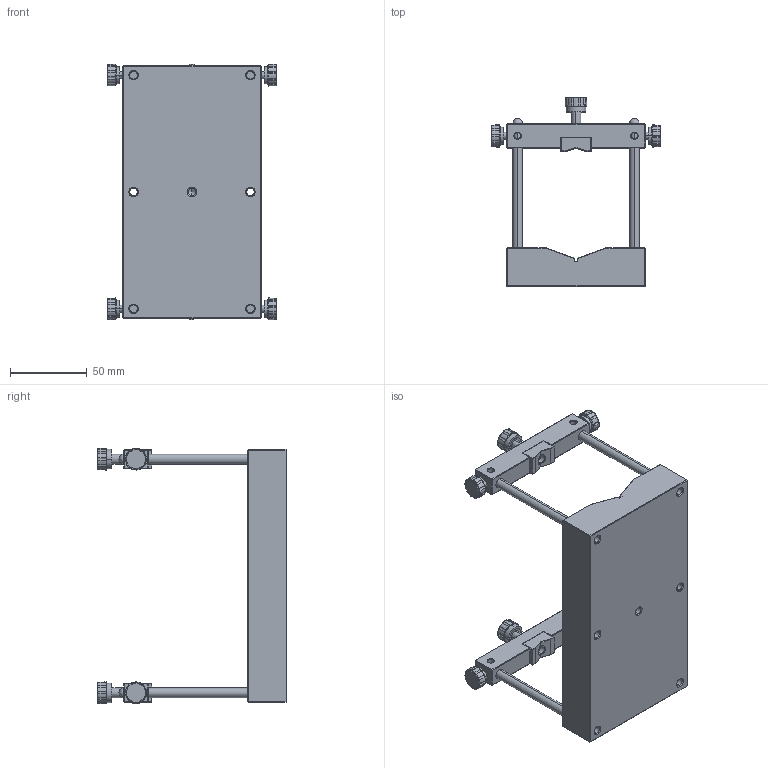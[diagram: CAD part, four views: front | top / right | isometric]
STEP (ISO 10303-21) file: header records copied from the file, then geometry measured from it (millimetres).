
FILE_DESCRIPTION (( 'STEP AP203' ), '1' );
FILE_NAME ('Web Model 03665_Default.step', '2019-01-10T21:32:29', ( '' ), ( '' ), 'SwSTEP 2.0', 'SolidWorks 2016', '' );
FILE_SCHEMA (( 'CONFIG_CONTROL_DESIGN' ));
Length unit declared in the file: millimetre
Products named in the file (1): Web Model 03665_Default
Bounding box: 110.75 x 123.62 x 166.58 mm (x, y, z)
Volume: 401841.9 mm3; surface area: 76185 mm2
Topology: 23 solids, 23 shells, 891 faces, 2175 edges, 1367 vertices
Faces by surface type: plane 466, cone 263, cylinder 150, bspline 12
Entity records: 27556 total; most frequent: CARTESIAN_POINT 6111, DIRECTION 4707, ORIENTED_EDGE 4322, EDGE_CURVE 2161, AXIS2_PLACEMENT_3D 1847, VERTEX_POINT 1367, LINE 1013, VECTOR 1013
